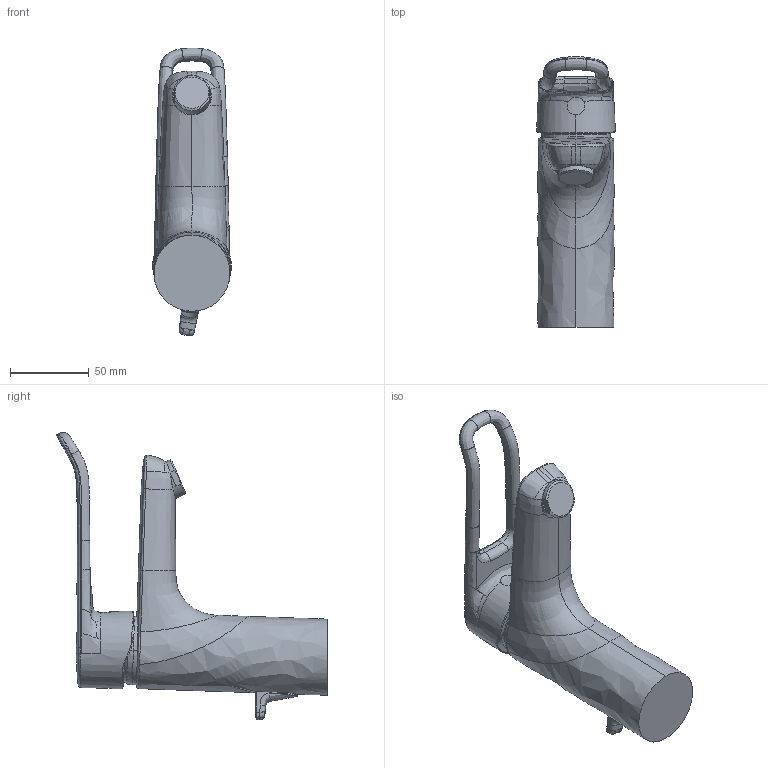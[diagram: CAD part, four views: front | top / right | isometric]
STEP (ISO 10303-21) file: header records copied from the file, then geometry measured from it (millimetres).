
FILE_DESCRIPTION (( 'STEP AP203' ), '1' );
FILE_NAME ('45012186.STEP', '2019-04-04T04:01:20', ( '' ), ( '' ), 'SwSTEP 2.0', 'SolidWorks 2016', '' );
FILE_SCHEMA (( 'CONFIG_CONTROL_DESIGN' ));
Products named in the file (1): 45012186
Bounding box: 49.76 x 171.08 x 181.96 mm (x, y, z)
Volume: 392639.6 mm3; surface area: 47154.6 mm2
Topology: 1 solids, 1 shells, 144 faces, 369 edges, 228 vertices
Faces by surface type: bspline 127, plane 8, cylinder 5, cone 2, sphere 2
Entity records: 34333 total; most frequent: CARTESIAN_POINT 31834, ORIENTED_EDGE 738, EDGE_CURVE 369, B_SPLINE_CURVE_WITH_KNOTS 317, VERTEX_POINT 228, EDGE_LOOP 147, ADVANCED_FACE 144, FACE_OUTER_BOUND 144
